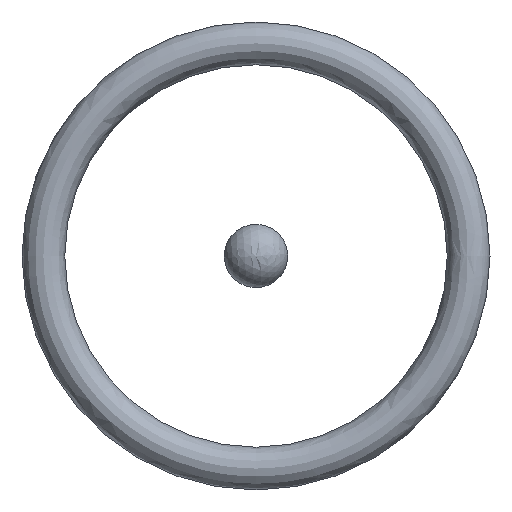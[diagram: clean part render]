
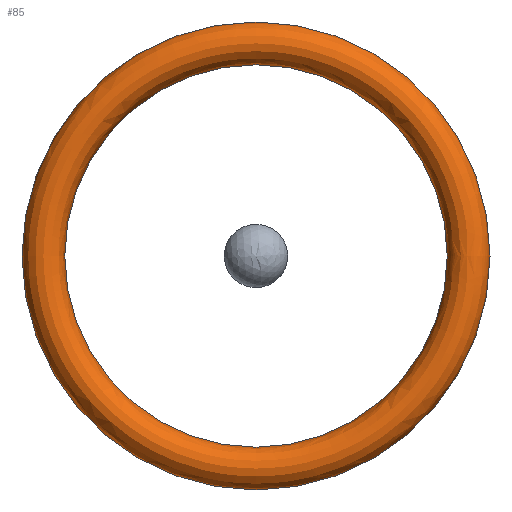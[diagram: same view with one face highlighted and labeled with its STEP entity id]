
A CAD part, left-side view. The second image highlights one B-rep face of the part: STEP entity #85.
In plain terms, the highlighted free-form (B-spline) face has degree [2, 2] with [5, 9] control points.
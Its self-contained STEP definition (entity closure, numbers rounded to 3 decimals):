
#28=CIRCLE('',#127,8.75);
#29=CIRCLE('',#128,7.15);
#44=ORIENTED_EDGE('',*,*,#56,.T.);
#45=ORIENTED_EDGE('',*,*,#55,.F.);
#46=ORIENTED_EDGE('',*,*,#56,.F.);
#47=ORIENTED_EDGE('',*,*,#54,.T.);
#54=EDGE_CURVE('',#62,#62,#28,.T.);
#55=EDGE_CURVE('',#61,#61,#29,.T.);
#56=EDGE_CURVE('',#62,#61,#66,.T.);
#61=VERTEX_POINT('',#302);
#62=VERTEX_POINT('',#303);
#66=ELLIPSE('',#129,0.89,0.8);
#71=EDGE_LOOP('',(#44,#45,#46,#47));
#76=FACE_BOUND('',#71,.T.);
#80=(
BOUNDED_SURFACE()
B_SPLINE_SURFACE(2,2,((#306,#307,#308,#309,#310,#311,#312,#313,#314),(#315,
#316,#317,#318,#319,#320,#321,#322,#323),(#324,#325,#326,#327,#328,#329,
#330,#331,#332),(#333,#334,#335,#336,#337,#338,#339,#340,#341),(#342,#343,
#344,#345,#346,#347,#348,#349,#350)),.SURF_OF_REVOLUTION.,.F.,.T.,.F.)
B_SPLINE_SURFACE_WITH_KNOTS((3,2,3),(3,2,2,2,3),(1.571,3.142,
4.712),(0.,1.571,3.142,4.712,
6.283),.PIECEWISE_BEZIER_KNOTS.)
GEOMETRIC_REPRESENTATION_ITEM()
RATIONAL_B_SPLINE_SURFACE(((1.,0.707,1.,0.707,1.,
0.707,1.,0.707,1.),(0.707,0.5,
0.707,0.5,0.707,0.5,
0.707,0.5,0.707),(1.,0.707,
1.,0.707,1.,0.707,1.,0.707,1.),(0.707,
0.5,0.707,0.5,0.707,
0.5,0.707,0.5,0.707),
(1.,0.707,1.,0.707,1.,0.707,1.,0.707,
1.)))
REPRESENTATION_ITEM('')
SURFACE()
);
#85=ADVANCED_FACE('',(#76),#80,.T.);
#127=AXIS2_PLACEMENT_3D('',#304,#147,#148);
#128=AXIS2_PLACEMENT_3D('',#305,#149,#150);
#129=AXIS2_PLACEMENT_3D('',#351,#151,#152);
#147=DIRECTION('',(-1.,0.,0.));
#148=DIRECTION('',(0.,-1.,0.));
#149=DIRECTION('',(-1.,0.,0.));
#150=DIRECTION('',(0.,-1.,0.));
#151=DIRECTION('',(0.,0.,-1.));
#152=DIRECTION('',(1.,0.,0.));
#302=CARTESIAN_POINT('',(18.6,-7.15,0.));
#303=CARTESIAN_POINT('',(18.6,-8.75,0.));
#304=CARTESIAN_POINT('',(18.6,0.,0.));
#305=CARTESIAN_POINT('',(18.6,0.,0.));
#306=CARTESIAN_POINT('',(18.6,-7.15,0.));
#307=CARTESIAN_POINT('',(18.6,-7.15,7.15));
#308=CARTESIAN_POINT('',(18.6,0.,7.15));
#309=CARTESIAN_POINT('',(18.6,7.15,7.15));
#310=CARTESIAN_POINT('',(18.6,7.15,0.));
#311=CARTESIAN_POINT('',(18.6,7.15,-7.15));
#312=CARTESIAN_POINT('',(18.6,0.,-7.15));
#313=CARTESIAN_POINT('',(18.6,-7.15,-7.15));
#314=CARTESIAN_POINT('',(18.6,-7.15,0.));
#315=CARTESIAN_POINT('',(17.71,-7.15,0.));
#316=CARTESIAN_POINT('',(17.71,-7.15,7.15));
#317=CARTESIAN_POINT('',(17.71,0.,7.15));
#318=CARTESIAN_POINT('',(17.71,7.15,7.15));
#319=CARTESIAN_POINT('',(17.71,7.15,0.));
#320=CARTESIAN_POINT('',(17.71,7.15,-7.15));
#321=CARTESIAN_POINT('',(17.71,0.,-7.15));
#322=CARTESIAN_POINT('',(17.71,-7.15,-7.15));
#323=CARTESIAN_POINT('',(17.71,-7.15,0.));
#324=CARTESIAN_POINT('',(17.71,-7.95,0.));
#325=CARTESIAN_POINT('',(17.71,-7.95,7.95));
#326=CARTESIAN_POINT('',(17.71,0.,7.95));
#327=CARTESIAN_POINT('',(17.71,7.95,7.95));
#328=CARTESIAN_POINT('',(17.71,7.95,0.));
#329=CARTESIAN_POINT('',(17.71,7.95,-7.95));
#330=CARTESIAN_POINT('',(17.71,0.,-7.95));
#331=CARTESIAN_POINT('',(17.71,-7.95,-7.95));
#332=CARTESIAN_POINT('',(17.71,-7.95,0.));
#333=CARTESIAN_POINT('',(17.71,-8.75,0.));
#334=CARTESIAN_POINT('',(17.71,-8.75,8.75));
#335=CARTESIAN_POINT('',(17.71,0.,8.75));
#336=CARTESIAN_POINT('',(17.71,8.75,8.75));
#337=CARTESIAN_POINT('',(17.71,8.75,0.));
#338=CARTESIAN_POINT('',(17.71,8.75,-8.75));
#339=CARTESIAN_POINT('',(17.71,0.,-8.75));
#340=CARTESIAN_POINT('',(17.71,-8.75,-8.75));
#341=CARTESIAN_POINT('',(17.71,-8.75,0.));
#342=CARTESIAN_POINT('',(18.6,-8.75,0.));
#343=CARTESIAN_POINT('',(18.6,-8.75,8.75));
#344=CARTESIAN_POINT('',(18.6,0.,8.75));
#345=CARTESIAN_POINT('',(18.6,8.75,8.75));
#346=CARTESIAN_POINT('',(18.6,8.75,0.));
#347=CARTESIAN_POINT('',(18.6,8.75,-8.75));
#348=CARTESIAN_POINT('',(18.6,0.,-8.75));
#349=CARTESIAN_POINT('',(18.6,-8.75,-8.75));
#350=CARTESIAN_POINT('',(18.6,-8.75,0.));
#351=CARTESIAN_POINT('',(18.6,-7.95,0.));
